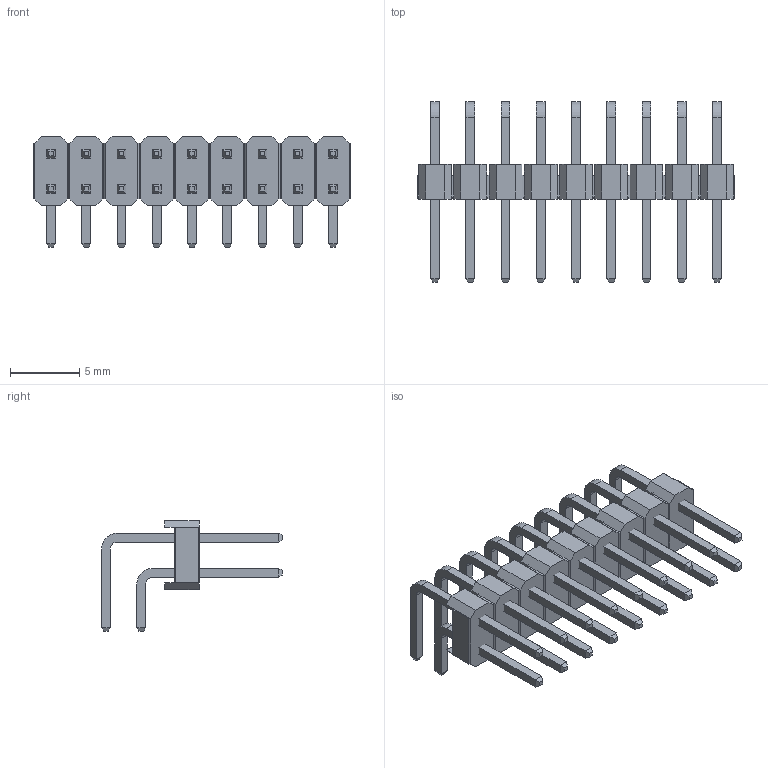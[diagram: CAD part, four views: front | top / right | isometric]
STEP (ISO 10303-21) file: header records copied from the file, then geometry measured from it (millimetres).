
FILE_DESCRIPTION(('STEP AP214'), '1');
FILE_NAME('DS1022-2x5RF11', '2017-07-15T11:40:42', ('Nobody'), (''), 'ASCON STEP Converter 1.3', 'ASCON Math Kernel', '');
FILE_SCHEMA(('AUTOMOTIVE_DESIGN { 1 0 10303 214 3 1 1}'));
Length unit declared in the file: millimetre
Assembly tree (10 placements, depth 2):
  (unnamed)
    (unnamed)
    (unnamed)  x9
Bounding box: 22.86 x 13.04 x 8 mm (x, y, z)
Volume: 326.8 mm3; surface area: 1159.9 mm2
Topology: 19 solids, 19 shells, 490 faces, 1104 edges, 652 vertices
Faces by surface type: plane 454, cylinder 36
Entity records: 7398 total; most frequent: CARTESIAN_POINT 945, ORIENTED_EDGE 928, DIRECTION 898, EDGE_CURVE 464, LINE 456, VECTOR 456, VERTEX_POINT 268, AXIS2_PLACEMENT_3D 221
